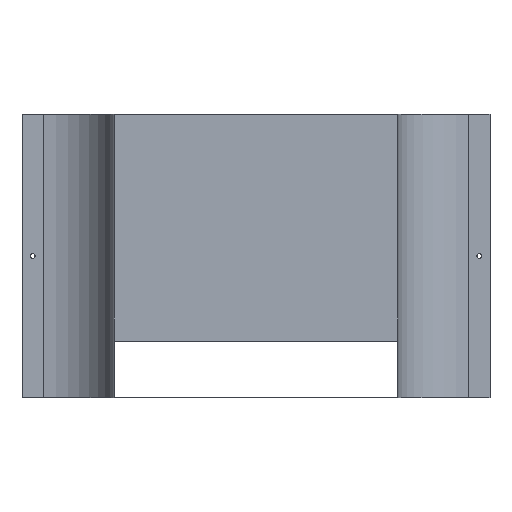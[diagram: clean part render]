
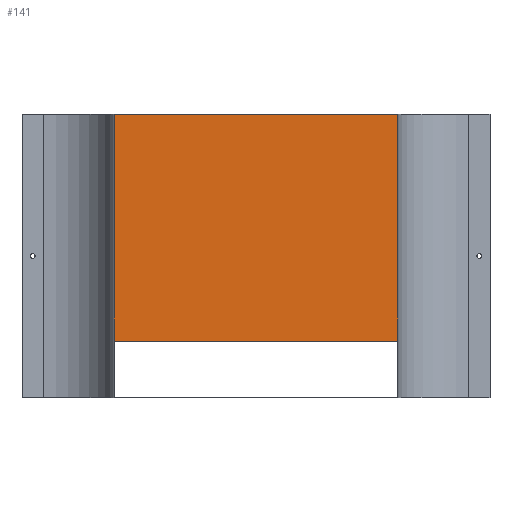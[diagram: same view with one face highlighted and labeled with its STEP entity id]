
A CAD part, front view. The second image highlights one B-rep face of the part: STEP entity #141.
In plain terms, the highlighted planar face has unit normal (0, -1, 0).
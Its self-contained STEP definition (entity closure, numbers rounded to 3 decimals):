
#94 = AXIS2_PLACEMENT_3D ( 'NONE', #2383, #2368, #2367 ) ;
#141 = ADVANCED_FACE ( 'NONE', ( #1512 ), #2373, .T. ) ;
#355 = LINE ( 'NONE', #1888, #358 ) ;
#358 = VECTOR ( 'NONE', #1889, 1000. ) ;
#439 = EDGE_CURVE ( 'NONE', #610, #619, #355, .T. ) ;
#454 = EDGE_CURVE ( 'NONE', #629, #624, #1098, .T. ) ;
#610 = VERTEX_POINT ( 'NONE', #1685 ) ;
#619 = VERTEX_POINT ( 'NONE', #1694 ) ;
#624 = VERTEX_POINT ( 'NONE', #1699 ) ;
#629 = VERTEX_POINT ( 'NONE', #1704 ) ;
#795 = EDGE_LOOP ( 'NONE', ( #2729, #2728, #2727, #2726 ) ) ;
#836 = DIRECTION ( 'NONE',  ( -1., 0., 0. ) ) ;
#945 = CARTESIAN_POINT ( 'NONE',  ( 0., -1., -319. ) ) ;
#1098 = LINE ( 'NONE', #1922, #1101 ) ;
#1101 = VECTOR ( 'NONE', #1923, 1000. ) ;
#1397 = EDGE_CURVE ( 'NONE', #624, #610, #2172, .T. ) ;
#1512 = FACE_OUTER_BOUND ( 'NONE', #795, .T. ) ;
#1685 = CARTESIAN_POINT ( 'NONE',  ( 0., -1., 1. ) ) ;
#1694 = CARTESIAN_POINT ( 'NONE',  ( 0., -1., -319. ) ) ;
#1699 = CARTESIAN_POINT ( 'NONE',  ( 400., -1., 1. ) ) ;
#1704 = CARTESIAN_POINT ( 'NONE',  ( 400., -1., -319. ) ) ;
#1811 = CARTESIAN_POINT ( 'NONE',  ( 0., -1., 1. ) ) ;
#1888 = CARTESIAN_POINT ( 'NONE',  ( 0., -1., 1. ) ) ;
#1889 = DIRECTION ( 'NONE',  ( 0., 0., -1. ) ) ;
#1922 = CARTESIAN_POINT ( 'NONE',  ( 400., -1., 1. ) ) ;
#1923 = DIRECTION ( 'NONE',  ( 0., 0., 1. ) ) ;
#1961 = EDGE_CURVE ( 'NONE', #619, #629, #2252, .T. ) ;
#2172 = LINE ( 'NONE', #1811, #2174 ) ;
#2174 = VECTOR ( 'NONE', #836, 1000. ) ;
#2252 = LINE ( 'NONE', #945, #2255 ) ;
#2255 = VECTOR ( 'NONE', #2448, 1000. ) ;
#2367 = DIRECTION ( 'NONE',  ( 0., 0., -1. ) ) ;
#2368 = DIRECTION ( 'NONE',  ( 0., -1., 0. ) ) ;
#2373 = PLANE ( 'NONE',  #94 ) ;
#2383 = CARTESIAN_POINT ( 'NONE',  ( 0., -1., 0. ) ) ;
#2448 = DIRECTION ( 'NONE',  ( 1., 0., 0. ) ) ;
#2726 = ORIENTED_EDGE ( 'NONE', *, *, #1397, .T. ) ;
#2727 = ORIENTED_EDGE ( 'NONE', *, *, #454, .T. ) ;
#2728 = ORIENTED_EDGE ( 'NONE', *, *, #1961, .T. ) ;
#2729 = ORIENTED_EDGE ( 'NONE', *, *, #439, .T. ) ;
